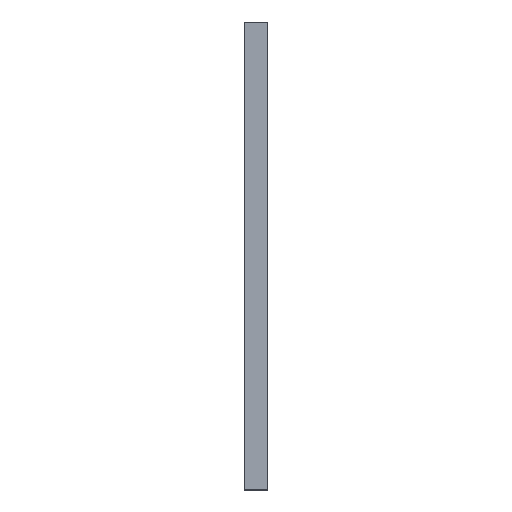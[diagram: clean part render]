
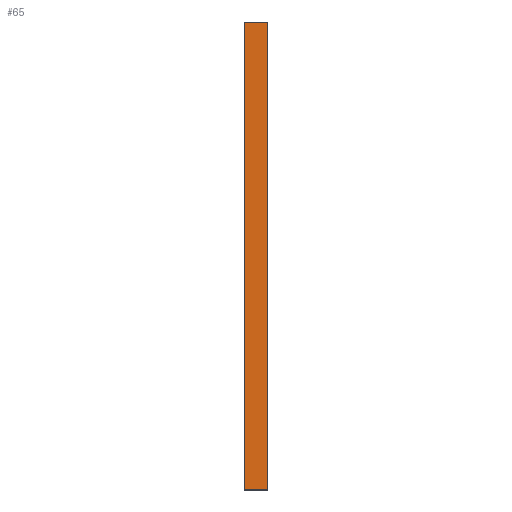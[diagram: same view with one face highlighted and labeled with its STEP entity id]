
A CAD part, left-side view. The second image highlights one B-rep face of the part: STEP entity #65.
In plain terms, the highlighted planar face has unit normal (-1, 0, 0).
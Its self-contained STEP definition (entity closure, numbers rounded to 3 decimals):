
#10 = CARTESIAN_POINT ( 'NONE',  ( -25., 2., -20. ) ) ;
#19 = LINE ( 'NONE', #10, #867 ) ;
#30 = CARTESIAN_POINT ( 'NONE',  ( -25., 2., 20. ) ) ;
#49 = ORIENTED_EDGE ( 'NONE', *, *, #551, .T. ) ;
#57 = CARTESIAN_POINT ( 'NONE',  ( -25., 2., -20. ) ) ;
#63 = VECTOR ( 'NONE', #808, 1000. ) ;
#65 = ADVANCED_FACE ( 'NONE', ( #749 ), #632, .F. ) ;
#87 = DIRECTION ( 'NONE',  ( 1., 0., 0. ) ) ;
#93 = AXIS2_PLACEMENT_3D ( 'NONE', #157, #87, #590 ) ;
#157 = CARTESIAN_POINT ( 'NONE',  ( -25., 2., -20. ) ) ;
#172 = DIRECTION ( 'NONE',  ( 0., -1., 0. ) ) ;
#195 = VERTEX_POINT ( 'NONE', #352 ) ;
#225 = LINE ( 'NONE', #804, #63 ) ;
#255 = VERTEX_POINT ( 'NONE', #864 ) ;
#305 = CARTESIAN_POINT ( 'NONE',  ( -25., 2., 20. ) ) ;
#343 = EDGE_CURVE ( 'NONE', #666, #861, #19, .T. ) ;
#352 = CARTESIAN_POINT ( 'NONE',  ( -25., 0., 20. ) ) ;
#366 = VECTOR ( 'NONE', #172, 1000. ) ;
#509 = DIRECTION ( 'NONE',  ( 0., -1., 0. ) ) ;
#514 = VECTOR ( 'NONE', #509, 1000. ) ;
#551 = EDGE_CURVE ( 'NONE', #666, #255, #580, .T. ) ;
#580 = LINE ( 'NONE', #776, #514 ) ;
#590 = DIRECTION ( 'NONE',  ( 0., 0., -1. ) ) ;
#606 = EDGE_LOOP ( 'NONE', ( #714, #722, #807, #49 ) ) ;
#617 = EDGE_CURVE ( 'NONE', #255, #195, #225, .T. ) ;
#632 = PLANE ( 'NONE',  #93 ) ;
#666 = VERTEX_POINT ( 'NONE', #57 ) ;
#687 = DIRECTION ( 'NONE',  ( 0., 0., 1. ) ) ;
#714 = ORIENTED_EDGE ( 'NONE', *, *, #617, .T. ) ;
#722 = ORIENTED_EDGE ( 'NONE', *, *, #787, .F. ) ;
#749 = FACE_OUTER_BOUND ( 'NONE', #606, .T. ) ;
#750 = LINE ( 'NONE', #30, #366 ) ;
#776 = CARTESIAN_POINT ( 'NONE',  ( -25., 2., -20. ) ) ;
#787 = EDGE_CURVE ( 'NONE', #861, #195, #750, .T. ) ;
#804 = CARTESIAN_POINT ( 'NONE',  ( -25., 0., -20. ) ) ;
#807 = ORIENTED_EDGE ( 'NONE', *, *, #343, .F. ) ;
#808 = DIRECTION ( 'NONE',  ( 0., 0., 1. ) ) ;
#861 = VERTEX_POINT ( 'NONE', #305 ) ;
#864 = CARTESIAN_POINT ( 'NONE',  ( -25., 0., -20. ) ) ;
#867 = VECTOR ( 'NONE', #687, 1000. ) ;
